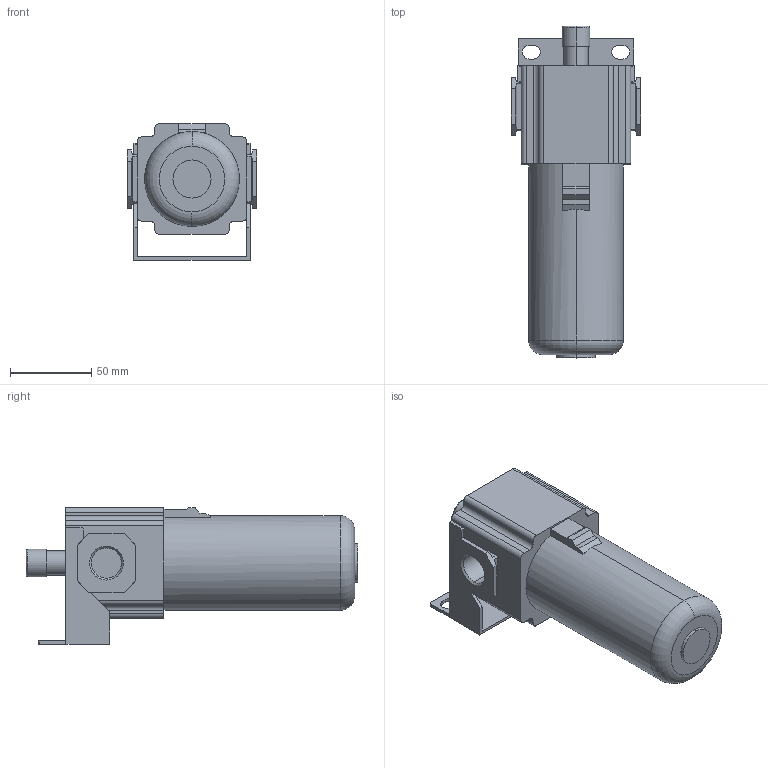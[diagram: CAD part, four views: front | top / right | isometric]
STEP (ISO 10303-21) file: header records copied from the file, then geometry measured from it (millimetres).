
FILE_DESCRIPTION (( 'STEP AP203' ), '1' );
FILE_NAME ('AL2-44-N.step', '2020-04-16T19:46:27', ( '' ), ( '' ), 'SwSTEP 2.0', 'SolidWorks 2019', '' );
FILE_SCHEMA (( 'CONFIG_CONTROL_DESIGN' ));
Length unit declared in the file: millimetre
Products named in the file (1): AL2-44-N
Bounding box: 80 x 204.5 x 84 mm (x, y, z)
Volume: 587686.7 mm3; surface area: 60840.4 mm2
Topology: 1 solids, 1 shells, 138 faces, 376 edges, 246 vertices
Faces by surface type: plane 98, cylinder 32, cone 4, torus 4
Entity records: 4431 total; most frequent: CARTESIAN_POINT 795, ORIENTED_EDGE 752, DIRECTION 722, EDGE_CURVE 376, VECTOR 296, LINE 296, VERTEX_POINT 246, AXIS2_PLACEMENT_3D 213
